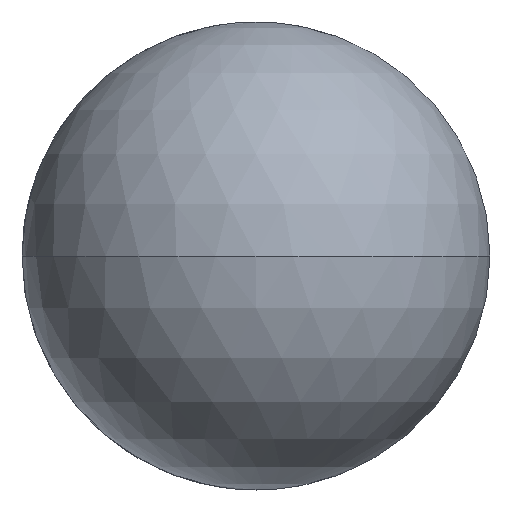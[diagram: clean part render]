
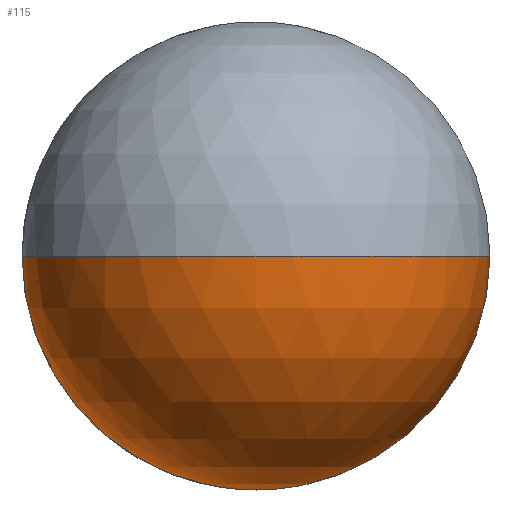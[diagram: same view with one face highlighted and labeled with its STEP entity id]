
A CAD part, left-side view. The second image highlights one B-rep face of the part: STEP entity #115.
In plain terms, the highlighted spherical face has radius 3.25 mm.
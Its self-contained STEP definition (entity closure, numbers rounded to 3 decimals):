
#5 = AXIS2_PLACEMENT_3D ( 'NONE', #8, #138, #90 ) ;
#6 = CARTESIAN_POINT ( 'NONE',  ( -3.25, 0., 0. ) ) ;
#8 = CARTESIAN_POINT ( 'NONE',  ( 0.033, 0., 0. ) ) ;
#11 = DIRECTION ( 'NONE',  ( 1., 0., 0. ) ) ;
#12 = FACE_OUTER_BOUND ( 'NONE', #22, .T. ) ;
#22 = EDGE_LOOP ( 'NONE', ( #212, #203, #146, #80 ) ) ;
#26 = CARTESIAN_POINT ( 'NONE',  ( 0.033, 0., -3.25 ) ) ;
#30 = EDGE_CURVE ( 'NONE', #35, #179, #149, .T. ) ;
#32 = EDGE_CURVE ( 'NONE', #35, #88, #73, .T. ) ;
#35 = VERTEX_POINT ( 'NONE', #136 ) ;
#49 = VERTEX_POINT ( 'NONE', #125 ) ;
#66 = EDGE_CURVE ( 'NONE', #49, #179, #132, .T. ) ;
#73 = CIRCLE ( 'NONE', #5, 3.25 ) ;
#80 = ORIENTED_EDGE ( 'NONE', *, *, #30, .F. ) ;
#88 = VERTEX_POINT ( 'NONE', #26 ) ;
#89 = DIRECTION ( 'NONE',  ( 0., 0., 1. ) ) ;
#90 = DIRECTION ( 'NONE',  ( 0., 0., 1. ) ) ;
#94 = DIRECTION ( 'NONE',  ( 0., 1., 0. ) ) ;
#103 = DIRECTION ( 'NONE',  ( 0., 0., -1. ) ) ;
#108 = CARTESIAN_POINT ( 'NONE',  ( 0., 0., 0. ) ) ;
#113 = DIRECTION ( 'NONE',  ( 0., 0., -1. ) ) ;
#115 = ADVANCED_FACE ( 'NONE', ( #12 ), #200, .T. ) ;
#125 = CARTESIAN_POINT ( 'NONE',  ( 0.033, -3.25, 0. ) ) ;
#131 = DIRECTION ( 'NONE',  ( 0., 1., 0. ) ) ;
#132 = CIRCLE ( 'NONE', #186, 3.25 ) ;
#134 = CARTESIAN_POINT ( 'NONE',  ( 0., 0., 0. ) ) ;
#136 = CARTESIAN_POINT ( 'NONE',  ( 0.033, 3.25, 0. ) ) ;
#138 = DIRECTION ( 'NONE',  ( -1., 0., 0. ) ) ;
#143 = AXIS2_PLACEMENT_3D ( 'NONE', #199, #155, #202 ) ;
#146 = ORIENTED_EDGE ( 'NONE', *, *, #66, .T. ) ;
#149 = CIRCLE ( 'NONE', #169, 3.25 ) ;
#152 = CIRCLE ( 'NONE', #143, 3.25 ) ;
#155 = DIRECTION ( 'NONE',  ( -1., 0., 0. ) ) ;
#169 = AXIS2_PLACEMENT_3D ( 'NONE', #108, #89, #11 ) ;
#176 = CARTESIAN_POINT ( 'NONE',  ( 0., 0., 0. ) ) ;
#179 = VERTEX_POINT ( 'NONE', #6 ) ;
#186 = AXIS2_PLACEMENT_3D ( 'NONE', #176, #113, #94 ) ;
#198 = AXIS2_PLACEMENT_3D ( 'NONE', #134, #103, #131 ) ;
#199 = CARTESIAN_POINT ( 'NONE',  ( 0.033, 0., 0. ) ) ;
#200 = SPHERICAL_SURFACE ( 'NONE', #198, 3.25 ) ;
#202 = DIRECTION ( 'NONE',  ( 0., 0., 1. ) ) ;
#203 = ORIENTED_EDGE ( 'NONE', *, *, #205, .T. ) ;
#205 = EDGE_CURVE ( 'NONE', #88, #49, #152, .T. ) ;
#212 = ORIENTED_EDGE ( 'NONE', *, *, #32, .T. ) ;
